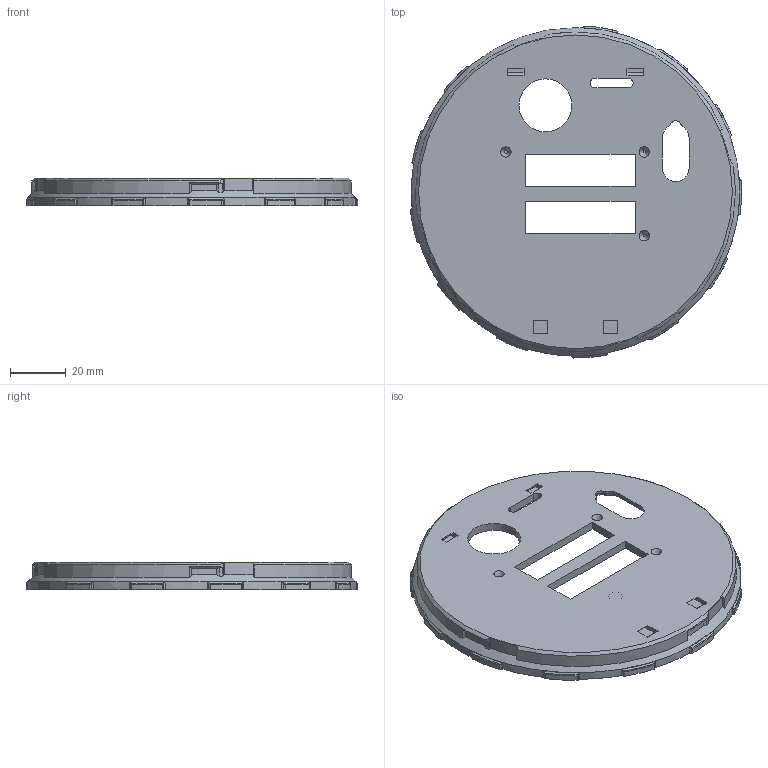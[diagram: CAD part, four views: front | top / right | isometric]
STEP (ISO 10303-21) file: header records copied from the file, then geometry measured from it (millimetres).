
FILE_DESCRIPTION(/* description */ (''),/* implementation_level */ '2;1');
FILE_NAME(/* name */ 'BASE.step',/* time_stamp */ '2020-04-24T13:10:34+02:00',/* author */ (''),/* organization */ (''),/* preprocessor_version */ 'ST-DEVELOPER v18.1',/* originating_system */ 'Autodesk Translation Framework v9.2.0.1227',/* authorisation */ '');
FILE_SCHEMA (('AUTOMOTIVE_DESIGN { 1 0 10303 214 3 1 1 }'));
Length unit declared in the file: millimetre
Products named in the file (1): BaseFull3D
Bounding box: 119.03 x 119.3 x 10 mm (x, y, z)
Volume: 18198.6 mm3; surface area: 27659.7 mm2
Topology: 1 solids, 1 shells, 319 faces, 866 edges, 566 vertices
Faces by surface type: cylinder 145, plane 127, cone 35, torus 12
Full cylindrical faces by diameter (mm): 3.76 x3, 5 x1, 19 x1, 21 x1, 110.566 x1, 118 x1
Entity records: 10499 total; most frequent: CARTESIAN_POINT 2356, ORIENTED_EDGE 1732, DIRECTION 1713, EDGE_CURVE 866, AXIS2_PLACEMENT_3D 643, VERTEX_POINT 566, LINE 427, VECTOR 427
